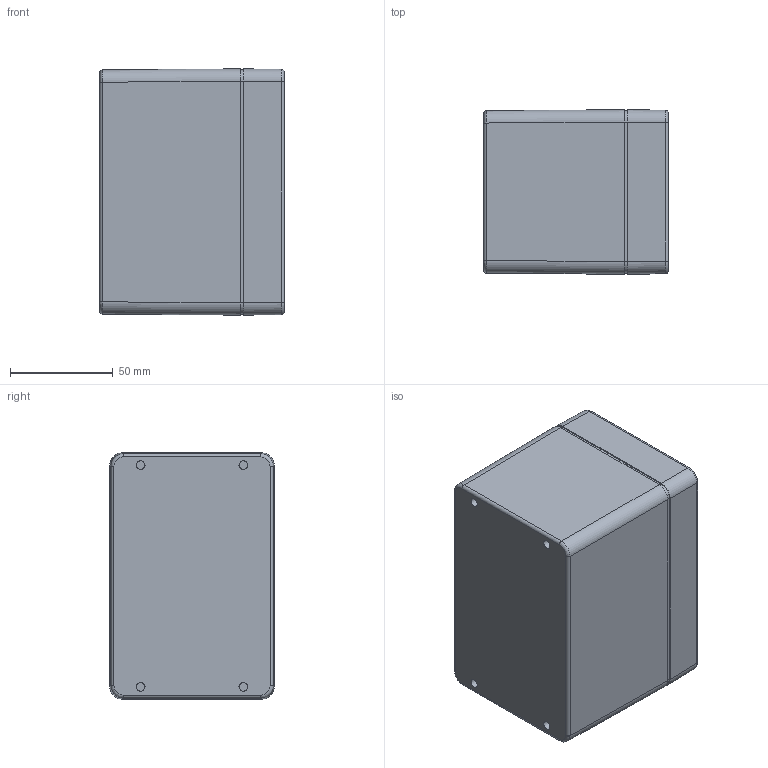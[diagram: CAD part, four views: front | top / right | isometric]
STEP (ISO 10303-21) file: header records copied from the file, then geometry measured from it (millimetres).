
FILE_DESCRIPTION(/* description */ ('ABS-Gehäuse'),/* implementation_level */ '2;1');
FILE_NAME(/* name */ '01120809010-RST.stp',/* time_stamp */ '2021-09-02T12:35:28+02:00',/* author */ ('sl'),/* organization */ (''),/* preprocessor_version */ 'ST-DEVELOPER v16.5',/* originating_system */ 'Autodesk Inventor 2017',/* authorisation */ '');
FILE_SCHEMA (('AUTOMOTIVE_DESIGN { 1 0 10303 214 3 1 1 }'));
Length unit declared in the file: millimetre
Products named in the file (4): 01_120809_010; 01_120809_010_1; 01_120809_010_2; Schraube-M4x28x10
Assembly tree (6 placements, depth 2):
  01_120809_010
    01_120809_010_1
    01_120809_010_2
    Schraube-M4x28x10  x4
Bounding box: 90 x 80 x 120 mm (x, y, z)
Volume: 199819.3 mm3; surface area: 117430.3 mm2
Topology: 6 solids, 6 shells, 420 faces, 980 edges, 610 vertices
Faces by surface type: plane 150, cylinder 146, torus 62, cone 38, bspline 24
Full cylindrical faces by diameter (mm): 2.87 x4, 4 x10, 4.2 x8, 5 x4, 7 x4, 7.2 x4, 8 x4
Entity records: 10794 total; most frequent: CARTESIAN_POINT 3057, DIRECTION 1734, ORIENTED_EDGE 1420, AXIS2_PLACEMENT_3D 723, EDGE_CURVE 710, VERTEX_POINT 473, EDGE_LOOP 445, CIRCLE 346
